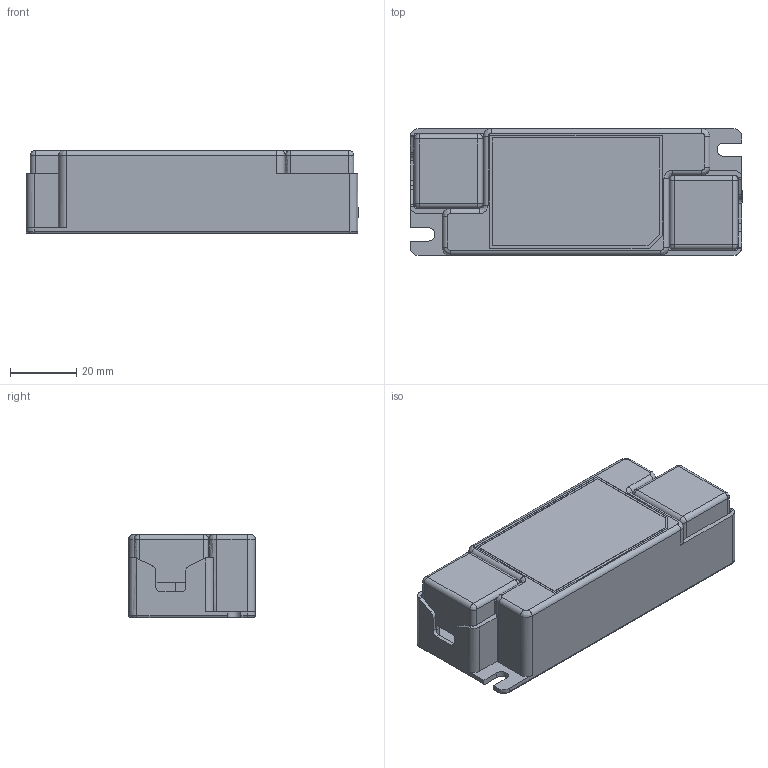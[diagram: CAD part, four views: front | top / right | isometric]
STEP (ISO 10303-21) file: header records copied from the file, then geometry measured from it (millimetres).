
FILE_DESCRIPTION(/* description */ (''),/* implementation_level */ '2;1');
FILE_NAME(/* name */ 'LS-21-~3',/* time_stamp */ '2023-06-26T15:31:55+08:00',/* author */ (''),/* organization */ (''),/* preprocessor_version */ 'ST-DEVELOPER v16.5',/* originating_system */ '',/* authorisation */ '');
FILE_SCHEMA (('AUTOMOTIVE_DESIGN'));
Length unit declared in the file: millimetre
Products named in the file (1): Document
Bounding box: 100 x 38.2 x 25 mm (x, y, z)
Volume: 3627.5 mm3; surface area: 20899.2 mm2
Topology: 2 solids, 3 shells, 196 faces, 517 edges, 329 vertices
Faces by surface type: plane 114, bspline 82
Entity records: 6981 total; most frequent: CARTESIAN_POINT 3750, ORIENTED_EDGE 1036, EDGE_CURVE 519, B_SPLINE_CURVE_WITH_KNOTS 377, VERTEX_POINT 329, EDGE_LOOP 198, ADVANCED_FACE 196, FACE_OUTER_BOUND 196
